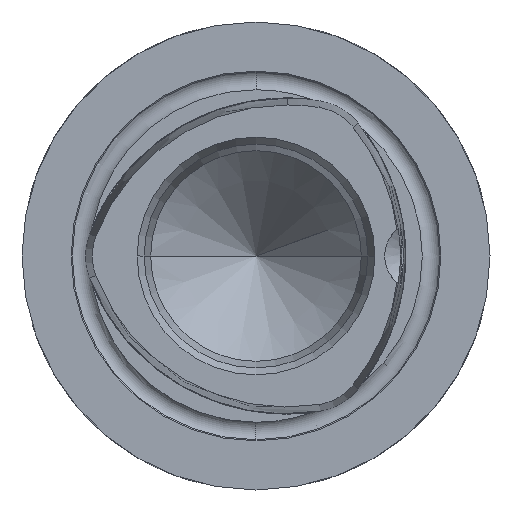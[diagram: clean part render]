
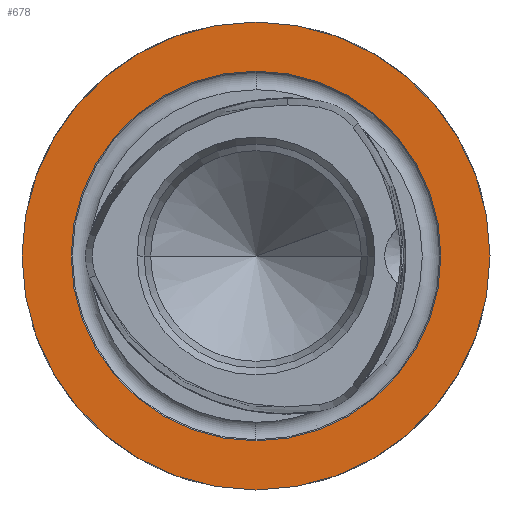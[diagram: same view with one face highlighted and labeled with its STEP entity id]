
A CAD part, left-side view. The second image highlights one B-rep face of the part: STEP entity #678.
In plain terms, the highlighted planar face has unit normal (-1, 0, 0).
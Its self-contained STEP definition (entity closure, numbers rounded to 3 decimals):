
#172 = DIRECTION ( 'NONE',  ( 0., 0., -1. ) ) ;
#181 = DIRECTION ( 'NONE',  ( 1., 0., 0. ) ) ;
#186 = EDGE_CURVE ( 'NONE', #1169, #5614, #2557, .T. ) ;
#192 = CARTESIAN_POINT ( 'NONE',  ( -20., 0., 0. ) ) ;
#281 = ORIENTED_EDGE ( 'NONE', *, *, #1520, .F. ) ;
#473 = EDGE_CURVE ( 'NONE', #3049, #2490, #3899, .T. ) ;
#678 = ADVANCED_FACE ( 'NONE', ( #4568, #4989 ), #2862, .F. ) ;
#980 = CARTESIAN_POINT ( 'NONE',  ( -20., 0., 20. ) ) ;
#1169 = VERTEX_POINT ( 'NONE', #980 ) ;
#1298 = CARTESIAN_POINT ( 'NONE',  ( -20., 0., -20. ) ) ;
#1520 = EDGE_CURVE ( 'NONE', #5614, #1169, #1902, .T. ) ;
#1654 = EDGE_LOOP ( 'NONE', ( #5082, #3033 ) ) ;
#1902 = CIRCLE ( 'NONE', #4508, 20. ) ;
#2100 = EDGE_CURVE ( 'NONE', #2490, #3049, #5266, .T. ) ;
#2369 = CARTESIAN_POINT ( 'NONE',  ( -20., 0., 15.8 ) ) ;
#2490 = VERTEX_POINT ( 'NONE', #4029 ) ;
#2557 = CIRCLE ( 'NONE', #3630, 20. ) ;
#2707 = DIRECTION ( 'NONE',  ( 0., 0., -1. ) ) ;
#2713 = DIRECTION ( 'NONE',  ( -1., 0., 0. ) ) ;
#2720 = CARTESIAN_POINT ( 'NONE',  ( -20., 0., 0. ) ) ;
#2830 = DIRECTION ( 'NONE',  ( 0., 0., -1. ) ) ;
#2838 = DIRECTION ( 'NONE',  ( 1., 0., 0. ) ) ;
#2862 = PLANE ( 'NONE',  #4255 ) ;
#2923 = CARTESIAN_POINT ( 'NONE',  ( -20., 0., 0. ) ) ;
#3033 = ORIENTED_EDGE ( 'NONE', *, *, #2100, .F. ) ;
#3049 = VERTEX_POINT ( 'NONE', #2369 ) ;
#3306 = DIRECTION ( 'NONE',  ( 1., 0., 0. ) ) ;
#3359 = CARTESIAN_POINT ( 'NONE',  ( -20., 0., 0. ) ) ;
#3484 = DIRECTION ( 'NONE',  ( 0., 0., -1. ) ) ;
#3630 = AXIS2_PLACEMENT_3D ( 'NONE', #3359, #3306, #3484 ) ;
#3899 = CIRCLE ( 'NONE', #4361, 15.8 ) ;
#3904 = ORIENTED_EDGE ( 'NONE', *, *, #186, .F. ) ;
#4029 = CARTESIAN_POINT ( 'NONE',  ( -20., 0., -15.8 ) ) ;
#4255 = AXIS2_PLACEMENT_3D ( 'NONE', #2923, #2838, #2830 ) ;
#4313 = AXIS2_PLACEMENT_3D ( 'NONE', #2720, #2713, #2707 ) ;
#4361 = AXIS2_PLACEMENT_3D ( 'NONE', #6133, #6131, #6125 ) ;
#4508 = AXIS2_PLACEMENT_3D ( 'NONE', #192, #181, #172 ) ;
#4568 = FACE_BOUND ( 'NONE', #1654, .T. ) ;
#4659 = EDGE_LOOP ( 'NONE', ( #3904, #281 ) ) ;
#4989 = FACE_OUTER_BOUND ( 'NONE', #4659, .T. ) ;
#5082 = ORIENTED_EDGE ( 'NONE', *, *, #473, .F. ) ;
#5266 = CIRCLE ( 'NONE', #4313, 15.8 ) ;
#5614 = VERTEX_POINT ( 'NONE', #1298 ) ;
#6125 = DIRECTION ( 'NONE',  ( 0., 0., -1. ) ) ;
#6131 = DIRECTION ( 'NONE',  ( -1., 0., 0. ) ) ;
#6133 = CARTESIAN_POINT ( 'NONE',  ( -20., 0., 0. ) ) ;
